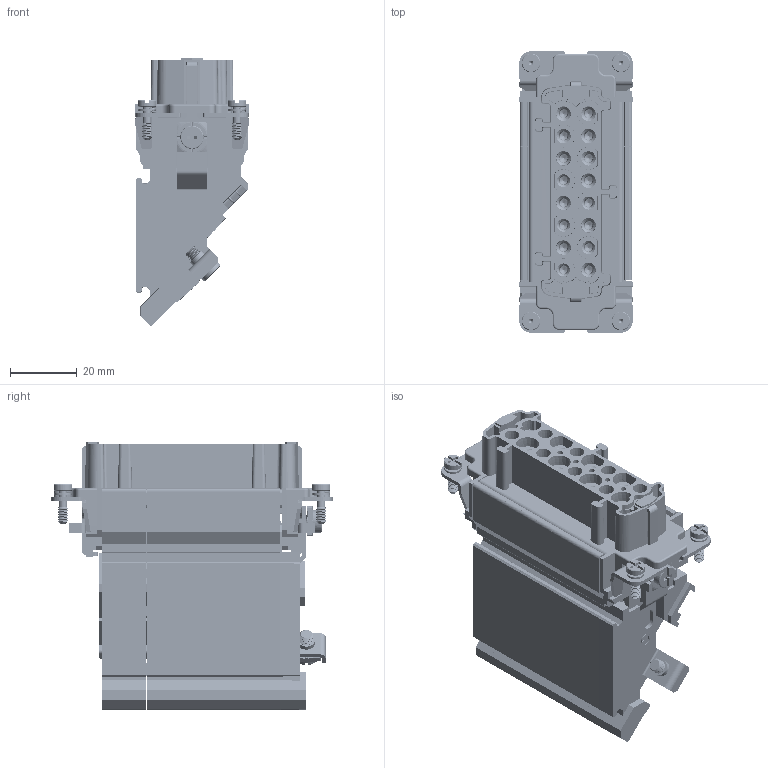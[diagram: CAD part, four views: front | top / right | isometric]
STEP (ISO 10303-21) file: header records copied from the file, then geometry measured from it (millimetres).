
FILE_DESCRIPTION(/* description */ (''),/* implementation_level */ '2;1');
FILE_NAME(/* name */ 'HE-016-FQ.AV.R.stp',/* time_stamp */ '2023-08-11T10:12:36+08:00',/* author */ (''),/* organization */ (''),/* preprocessor_version */ 'ST-DEVELOPER v18.1',/* originating_system */ 'SIEMENS PLM Software NX 1980',/* authorisation */ '');
FILE_SCHEMA (('AUTOMOTIVE_DESIGN { 1 0 10303 214 3 1 1 1 }'));
Products named in the file (1): _model1
Bounding box: 34 x 84.5 x 80.45 mm (x, y, z)
Volume: 72623.9 mm3; surface area: 100770.2 mm2
Topology: 9 solids, 29 shells, 9570 faces, 28009 edges, 18338 vertices
Faces by surface type: plane 6044, cylinder 2419, cone 655, torus 213, bspline 174, revolution 64, extrusion 1
Full cylindrical faces by diameter (mm): 2 x8, 2.4 x4, 2.9 x16, 4.5 x16, 5.6 x4
Entity records: 390880 total; most frequent: CARTESIAN_POINT 93530, ORIENTED_EDGE 55490, DIRECTION 46257, EDGE_CURVE 27745, VERTEX_POINT 18242, VECTOR 17829, LINE 17828, AXIS2_PLACEMENT_3D 14182
